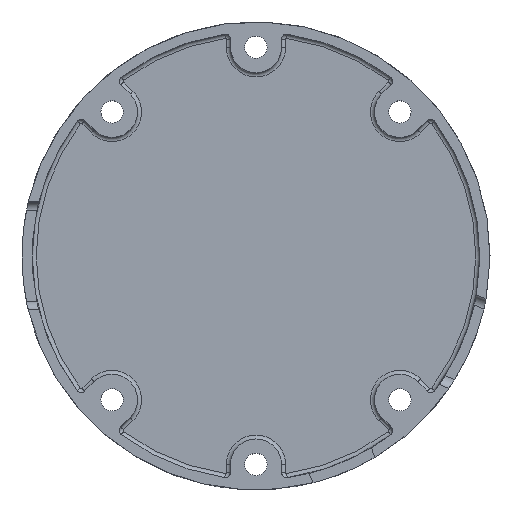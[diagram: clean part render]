
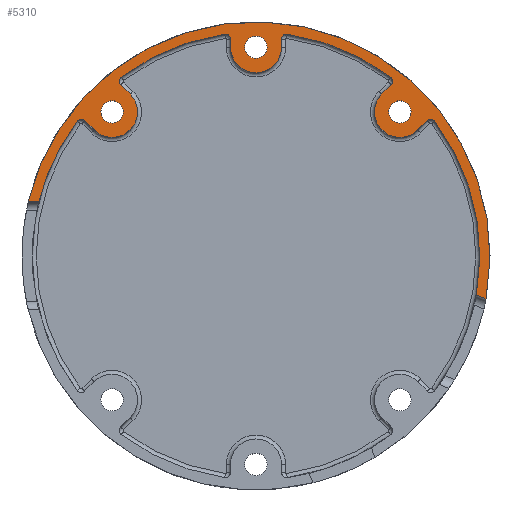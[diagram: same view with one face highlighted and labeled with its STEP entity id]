
A CAD part, top view. The second image highlights one B-rep face of the part: STEP entity #5310.
In plain terms, the highlighted planar face has unit normal (0, 0, 1).
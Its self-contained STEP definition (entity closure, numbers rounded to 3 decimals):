
#188=CIRCLE('',#5508,0.5);
#189=CIRCLE('',#5510,22.);
#190=CIRCLE('',#5512,0.5);
#191=CIRCLE('',#5515,2.5);
#192=CIRCLE('',#5518,0.5);
#193=CIRCLE('',#5520,22.);
#194=CIRCLE('',#5522,0.5);
#195=CIRCLE('',#5525,2.5);
#196=CIRCLE('',#5528,0.5);
#199=CIRCLE('',#5532,22.);
#203=CIRCLE('',#5543,22.);
#208=CIRCLE('',#5551,0.5);
#216=CIRCLE('',#5566,1.1);
#220=CIRCLE('',#5572,1.1);
#226=CIRCLE('',#5581,1.1);
#242=CIRCLE('',#5615,23.);
#249=CIRCLE('',#5628,2.5);
#270=FACE_BOUND('',#962,.T.);
#271=FACE_BOUND('',#963,.T.);
#272=FACE_BOUND('',#964,.T.);
#352=PLANE('',#5627);
#644=FACE_OUTER_BOUND('',#961,.T.);
#961=EDGE_LOOP('',(#4803,#4804,#4805,#4806,#4807,#4808,#4809,#4810,#4811,
#4812,#4813,#4814,#4815,#4816,#4817,#4818,#4819,#4820,#4821,#4822,#4823,
#4824));
#962=EDGE_LOOP('',(#4825));
#963=EDGE_LOOP('',(#4826));
#964=EDGE_LOOP('',(#4827));
#1264=LINE('',#10380,#1627);
#1267=LINE('',#10388,#1630);
#1272=LINE('',#10404,#1635);
#1275=LINE('',#10412,#1638);
#1296=LINE('',#10525,#1659);
#1324=LINE('',#10671,#1687);
#1338=LINE('',#10736,#1701);
#1339=LINE('',#10739,#1702);
#1627=VECTOR('',#6275,10.);
#1630=VECTOR('',#6284,10.);
#1635=VECTOR('',#6303,10.);
#1638=VECTOR('',#6312,10.);
#1659=VECTOR('',#6385,10.);
#1687=VECTOR('',#6531,10.);
#1701=VECTOR('',#6577,10.);
#1702=VECTOR('',#6580,10.);
#2413=VERTEX_POINT('',#10364);
#2414=VERTEX_POINT('',#10366);
#2415=VERTEX_POINT('',#10370);
#2416=VERTEX_POINT('',#10374);
#2417=VERTEX_POINT('',#10378);
#2418=VERTEX_POINT('',#10382);
#2419=VERTEX_POINT('',#10386);
#2420=VERTEX_POINT('',#10390);
#2421=VERTEX_POINT('',#10394);
#2422=VERTEX_POINT('',#10398);
#2423=VERTEX_POINT('',#10402);
#2424=VERTEX_POINT('',#10406);
#2425=VERTEX_POINT('',#10410);
#2426=VERTEX_POINT('',#10414);
#2433=VERTEX_POINT('',#10448);
#2440=VERTEX_POINT('',#10475);
#2441=VERTEX_POINT('',#10477);
#2450=VERTEX_POINT('',#10519);
#2451=VERTEX_POINT('',#10523);
#2462=VERTEX_POINT('',#10557);
#2466=VERTEX_POINT('',#10569);
#2472=VERTEX_POINT('',#10587);
#2490=VERTEX_POINT('',#10669);
#2495=VERTEX_POINT('',#10690);
#2506=VERTEX_POINT('',#10737);
#3144=EDGE_CURVE('',#2413,#2414,#188,.T.);
#3147=EDGE_CURVE('',#2415,#2413,#189,.T.);
#3149=EDGE_CURVE('',#2416,#2415,#190,.T.);
#3151=EDGE_CURVE('',#2417,#2416,#1264,.T.);
#3153=EDGE_CURVE('',#2418,#2417,#191,.T.);
#3155=EDGE_CURVE('',#2419,#2418,#1267,.T.);
#3157=EDGE_CURVE('',#2420,#2419,#192,.T.);
#3159=EDGE_CURVE('',#2421,#2420,#193,.T.);
#3161=EDGE_CURVE('',#2422,#2421,#194,.T.);
#3163=EDGE_CURVE('',#2423,#2422,#1272,.T.);
#3165=EDGE_CURVE('',#2424,#2423,#195,.T.);
#3167=EDGE_CURVE('',#2425,#2424,#1275,.T.);
#3169=EDGE_CURVE('',#2426,#2425,#196,.T.);
#3177=EDGE_CURVE('',#2433,#2426,#199,.T.);
#3190=EDGE_CURVE('',#2440,#2441,#203,.T.);
#3203=EDGE_CURVE('',#2450,#2440,#208,.T.);
#3205=EDGE_CURVE('',#2451,#2450,#1296,.T.);
#3222=EDGE_CURVE('',#2462,#2462,#216,.T.);
#3228=EDGE_CURVE('',#2466,#2466,#220,.T.);
#3237=EDGE_CURVE('',#2472,#2472,#226,.T.);
#3266=EDGE_CURVE('',#2433,#2490,#1324,.T.);
#3272=EDGE_CURVE('',#2495,#2490,#242,.T.);
#3291=EDGE_CURVE('',#2495,#2441,#1338,.T.);
#3292=EDGE_CURVE('',#2506,#2451,#249,.T.);
#3293=EDGE_CURVE('',#2414,#2506,#1339,.T.);
#4803=ORIENTED_EDGE('',*,*,#3266,.T.);
#4804=ORIENTED_EDGE('',*,*,#3272,.F.);
#4805=ORIENTED_EDGE('',*,*,#3291,.T.);
#4806=ORIENTED_EDGE('',*,*,#3190,.F.);
#4807=ORIENTED_EDGE('',*,*,#3203,.F.);
#4808=ORIENTED_EDGE('',*,*,#3205,.F.);
#4809=ORIENTED_EDGE('',*,*,#3292,.F.);
#4810=ORIENTED_EDGE('',*,*,#3293,.F.);
#4811=ORIENTED_EDGE('',*,*,#3144,.F.);
#4812=ORIENTED_EDGE('',*,*,#3147,.F.);
#4813=ORIENTED_EDGE('',*,*,#3149,.F.);
#4814=ORIENTED_EDGE('',*,*,#3151,.F.);
#4815=ORIENTED_EDGE('',*,*,#3153,.F.);
#4816=ORIENTED_EDGE('',*,*,#3155,.F.);
#4817=ORIENTED_EDGE('',*,*,#3157,.F.);
#4818=ORIENTED_EDGE('',*,*,#3159,.F.);
#4819=ORIENTED_EDGE('',*,*,#3161,.F.);
#4820=ORIENTED_EDGE('',*,*,#3163,.F.);
#4821=ORIENTED_EDGE('',*,*,#3165,.F.);
#4822=ORIENTED_EDGE('',*,*,#3167,.F.);
#4823=ORIENTED_EDGE('',*,*,#3169,.F.);
#4824=ORIENTED_EDGE('',*,*,#3177,.F.);
#4825=ORIENTED_EDGE('',*,*,#3222,.T.);
#4826=ORIENTED_EDGE('',*,*,#3228,.T.);
#4827=ORIENTED_EDGE('',*,*,#3237,.T.);
#5310=ADVANCED_FACE('',(#644,#270,#271,#272),#352,.F.);
#5508=AXIS2_PLACEMENT_3D('',#10367,#6259,#6260);
#5510=AXIS2_PLACEMENT_3D('',#10372,#6265,#6266);
#5512=AXIS2_PLACEMENT_3D('',#10376,#6270,#6271);
#5515=AXIS2_PLACEMENT_3D('',#10384,#6279,#6280);
#5518=AXIS2_PLACEMENT_3D('',#10392,#6288,#6289);
#5520=AXIS2_PLACEMENT_3D('',#10396,#6293,#6294);
#5522=AXIS2_PLACEMENT_3D('',#10400,#6298,#6299);
#5525=AXIS2_PLACEMENT_3D('',#10408,#6307,#6308);
#5528=AXIS2_PLACEMENT_3D('',#10416,#6316,#6317);
#5532=AXIS2_PLACEMENT_3D('',#10450,#6327,#6328);
#5543=AXIS2_PLACEMENT_3D('',#10478,#6358,#6359);
#5551=AXIS2_PLACEMENT_3D('',#10521,#6380,#6381);
#5566=AXIS2_PLACEMENT_3D('',#10559,#6421,#6422);
#5572=AXIS2_PLACEMENT_3D('',#10571,#6435,#6436);
#5581=AXIS2_PLACEMENT_3D('',#10589,#6456,#6457);
#5615=AXIS2_PLACEMENT_3D('',#10692,#6540,#6541);
#5627=AXIS2_PLACEMENT_3D('',#10735,#6575,#6576);
#5628=AXIS2_PLACEMENT_3D('',#10738,#6578,#6579);
#6259=DIRECTION('center_axis',(0.,0.,1.));
#6260=DIRECTION('ref_axis',(-0.998,0.07,0.));
#6265=DIRECTION('center_axis',(0.,0.,1.));
#6266=DIRECTION('ref_axis',(-0.622,0.783,0.));
#6270=DIRECTION('center_axis',(0.,0.,1.));
#6271=DIRECTION('ref_axis',(0.656,0.755,0.));
#6275=DIRECTION('',(0.,1.,0.));
#6279=DIRECTION('center_axis',(0.,0.,-1.));
#6280=DIRECTION('ref_axis',(1.,0.,0.));
#6284=DIRECTION('',(0.,-1.,0.));
#6288=DIRECTION('center_axis',(0.,0.,1.));
#6289=DIRECTION('ref_axis',(-0.656,0.755,0.));
#6293=DIRECTION('center_axis',(0.,0.,1.));
#6294=DIRECTION('ref_axis',(0.114,0.994,0.));
#6298=DIRECTION('center_axis',(0.,0.,1.));
#6299=DIRECTION('ref_axis',(0.998,0.07,0.));
#6303=DIRECTION('',(0.707,0.707,0.));
#6307=DIRECTION('center_axis',(0.,0.,-1.));
#6308=DIRECTION('ref_axis',(0.707,-0.707,0.));
#6312=DIRECTION('',(-0.707,-0.707,0.));
#6316=DIRECTION('center_axis',(0.,0.,1.));
#6317=DIRECTION('ref_axis',(0.07,0.998,0.));
#6327=DIRECTION('center_axis',(0.,0.,1.));
#6328=DIRECTION('ref_axis',(0.783,0.622,0.));
#6358=DIRECTION('center_axis',(0.,0.,1.));
#6359=DIRECTION('ref_axis',(-0.783,-0.622,0.));
#6380=DIRECTION('center_axis',(0.,0.,1.));
#6381=DIRECTION('ref_axis',(-0.07,0.998,0.));
#6385=DIRECTION('',(-0.707,0.707,0.));
#6421=DIRECTION('center_axis',(0.,0.,-1.));
#6422=DIRECTION('ref_axis',(1.,0.,0.));
#6435=DIRECTION('center_axis',(0.,0.,-1.));
#6436=DIRECTION('ref_axis',(1.,0.,0.));
#6456=DIRECTION('center_axis',(0.,0.,-1.));
#6457=DIRECTION('ref_axis',(1.,0.,0.));
#6531=DIRECTION('',(0.924,-0.383,0.));
#6540=DIRECTION('center_axis',(0.,0.,-1.));
#6541=DIRECTION('ref_axis',(1.,0.,0.));
#6575=DIRECTION('center_axis',(0.,0.,-1.));
#6576=DIRECTION('ref_axis',(1.,0.,0.));
#6577=DIRECTION('',(1.,0.,0.));
#6578=DIRECTION('center_axis',(0.,0.,-1.));
#6579=DIRECTION('ref_axis',(0.707,0.707,0.));
#6580=DIRECTION('',(0.707,-0.707,0.));
#10364=CARTESIAN_POINT('',(-13.233,17.574,-10.777));
#10366=CARTESIAN_POINT('',(-13.285,16.821,-10.777));
#10367=CARTESIAN_POINT('Origin',(-12.932,17.175,-10.777));
#10370=CARTESIAN_POINT('',(-3.07,21.784,-10.777));
#10372=CARTESIAN_POINT('Origin',(0.002,0.,
-10.777));
#10374=CARTESIAN_POINT('',(-2.5,21.289,-10.777));
#10376=CARTESIAN_POINT('Origin',(-3.,21.289,-10.777));
#10378=CARTESIAN_POINT('',(-2.5,20.5,-10.777));
#10380=CARTESIAN_POINT('',(-2.5,20.5,-10.777));
#10382=CARTESIAN_POINT('',(2.5,20.5,-10.777));
#10384=CARTESIAN_POINT('Origin',(0.,20.5,-10.777));
#10386=CARTESIAN_POINT('',(2.5,21.29,-10.777));
#10388=CARTESIAN_POINT('',(2.5,20.5,-10.777));
#10390=CARTESIAN_POINT('',(3.07,21.785,-10.777));
#10392=CARTESIAN_POINT('Origin',(3.,21.29,-10.777));
#10394=CARTESIAN_POINT('',(13.234,17.576,-10.777));
#10396=CARTESIAN_POINT('Origin',(0.002,0.,
-10.777));
#10398=CARTESIAN_POINT('',(13.287,16.823,-10.777));
#10400=CARTESIAN_POINT('Origin',(12.934,17.176,-10.777));
#10402=CARTESIAN_POINT('',(12.375,15.91,-10.777));
#10404=CARTESIAN_POINT('',(12.375,15.91,-10.777));
#10406=CARTESIAN_POINT('',(15.91,12.374,-10.777));
#10408=CARTESIAN_POINT('Origin',(14.142,14.142,-10.777));
#10410=CARTESIAN_POINT('',(16.823,13.287,-10.777));
#10412=CARTESIAN_POINT('',(15.91,12.374,-10.777));
#10414=CARTESIAN_POINT('',(17.576,13.235,-10.777));
#10416=CARTESIAN_POINT('Origin',(17.177,12.934,-10.777));
#10448=CARTESIAN_POINT('',(21.666,-3.828,-10.777));
#10450=CARTESIAN_POINT('Origin',(0.002,0.,
-10.777));
#10475=CARTESIAN_POINT('',(-17.574,13.232,-10.777));
#10477=CARTESIAN_POINT('',(-21.351,5.295,-10.777));
#10478=CARTESIAN_POINT('Origin',(0.002,0.,
-10.777));
#10519=CARTESIAN_POINT('',(-16.821,13.285,-10.777));
#10521=CARTESIAN_POINT('Origin',(-17.174,12.932,-10.777));
#10523=CARTESIAN_POINT('',(-15.91,12.374,-10.777));
#10525=CARTESIAN_POINT('',(-15.91,12.374,-10.777));
#10557=CARTESIAN_POINT('',(13.042,14.142,-10.777));
#10559=CARTESIAN_POINT('Origin',(14.142,14.142,-10.777));
#10569=CARTESIAN_POINT('',(-1.1,20.5,-10.777));
#10571=CARTESIAN_POINT('Origin',(0.,20.5,-10.777));
#10587=CARTESIAN_POINT('',(-15.242,14.142,-10.777));
#10589=CARTESIAN_POINT('Origin',(-14.142,14.142,-10.777));
#10669=CARTESIAN_POINT('',(22.612,-4.22,-10.777));
#10671=CARTESIAN_POINT('',(13.164,-0.306,-10.777));
#10690=CARTESIAN_POINT('',(-22.38,5.295,-10.777));
#10692=CARTESIAN_POINT('Origin',(0.002,0.,
-10.777));
#10735=CARTESIAN_POINT('Origin',(0.002,0.,
-10.777));
#10736=CARTESIAN_POINT('',(-12.042,5.295,-10.777));
#10737=CARTESIAN_POINT('',(-12.374,15.91,-10.777));
#10738=CARTESIAN_POINT('Origin',(-14.142,14.142,-10.777));
#10739=CARTESIAN_POINT('',(-12.374,15.91,-10.777));
